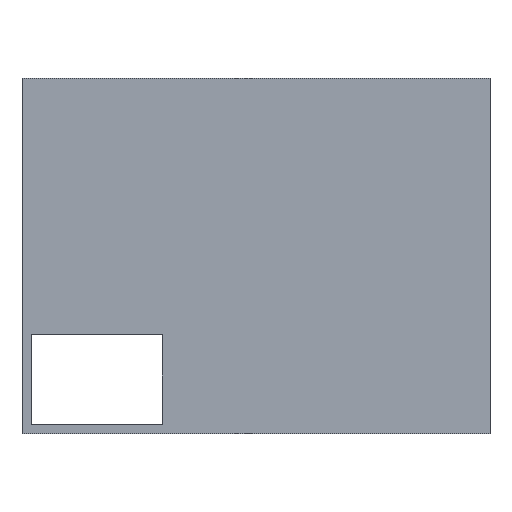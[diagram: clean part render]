
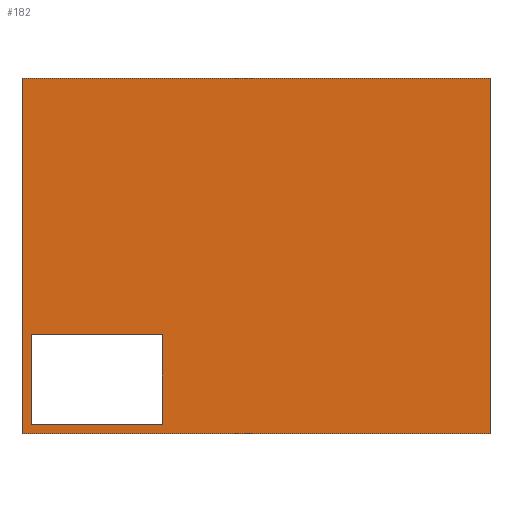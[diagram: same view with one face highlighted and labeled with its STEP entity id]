
A CAD part, top view. The second image highlights one B-rep face of the part: STEP entity #182.
In plain terms, the highlighted planar face has unit normal (0, 0, 1).
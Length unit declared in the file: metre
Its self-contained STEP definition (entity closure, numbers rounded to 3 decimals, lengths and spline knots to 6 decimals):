
#12=ORIENTED_EDGE('',*,*,#60,.F.);
#13=ORIENTED_EDGE('',*,*,#61,.T.);
#14=ORIENTED_EDGE('',*,*,#62,.T.);
#15=ORIENTED_EDGE('',*,*,#63,.F.);
#16=ORIENTED_EDGE('',*,*,#64,.F.);
#17=ORIENTED_EDGE('',*,*,#65,.T.);
#18=ORIENTED_EDGE('',*,*,#66,.T.);
#19=ORIENTED_EDGE('',*,*,#67,.F.);
#60=EDGE_CURVE('',#84,#85,#100,.T.);
#61=EDGE_CURVE('',#84,#86,#101,.T.);
#62=EDGE_CURVE('',#86,#87,#102,.T.);
#63=EDGE_CURVE('',#85,#87,#103,.T.);
#64=EDGE_CURVE('',#88,#89,#104,.T.);
#65=EDGE_CURVE('',#88,#90,#105,.T.);
#66=EDGE_CURVE('',#90,#91,#106,.T.);
#67=EDGE_CURVE('',#89,#91,#107,.T.);
#84=VERTEX_POINT('',#264);
#85=VERTEX_POINT('',#265);
#86=VERTEX_POINT('',#267);
#87=VERTEX_POINT('',#269);
#88=VERTEX_POINT('',#272);
#89=VERTEX_POINT('',#273);
#90=VERTEX_POINT('',#275);
#91=VERTEX_POINT('',#277);
#100=LINE('',#263,#124);
#101=LINE('',#266,#125);
#102=LINE('',#268,#126);
#103=LINE('',#270,#127);
#104=LINE('',#271,#128);
#105=LINE('',#274,#129);
#106=LINE('',#276,#130);
#107=LINE('',#278,#131);
#124=VECTOR('',#219,1.);
#125=VECTOR('',#220,1.);
#126=VECTOR('',#221,1.);
#127=VECTOR('',#222,1.);
#128=VECTOR('',#223,1.);
#129=VECTOR('',#224,1.);
#130=VECTOR('',#225,1.);
#131=VECTOR('',#226,1.);
#148=EDGE_LOOP('',(#12,#13,#14,#15));
#149=EDGE_LOOP('',(#16,#17,#18,#19));
#160=FACE_BOUND('',#148,.T.);
#161=FACE_BOUND('',#149,.T.);
#172=PLANE('',#205);
#182=ADVANCED_FACE('',(#160,#161),#172,.T.);
#205=AXIS2_PLACEMENT_3D('',#262,#217,#218);
#217=DIRECTION('',(0.,0.,1.));
#218=DIRECTION('',(1.,0.,0.));
#219=DIRECTION('',(-1.,0.,0.));
#220=DIRECTION('',(0.,1.,0.));
#221=DIRECTION('',(-1.,0.,0.));
#222=DIRECTION('',(0.,1.,0.));
#223=DIRECTION('',(1.,0.,0.));
#224=DIRECTION('',(0.,1.,0.));
#225=DIRECTION('',(1.,0.,0.));
#226=DIRECTION('',(0.,1.,0.));
#262=CARTESIAN_POINT('',(-0.005009,0.009687,0.0127));
#263=CARTESIAN_POINT('',(-0.005009,-0.110963,0.0127));
#264=CARTESIAN_POINT('',(0.153741,-0.110963,0.0127));
#265=CARTESIAN_POINT('',(-0.163759,-0.110963,0.0127));
#266=CARTESIAN_POINT('',(0.153741,0.009687,0.0127));
#267=CARTESIAN_POINT('',(0.153741,0.130337,0.0127));
#268=CARTESIAN_POINT('',(-0.005009,0.130337,0.0127));
#269=CARTESIAN_POINT('',(-0.163759,0.130337,0.0127));
#270=CARTESIAN_POINT('',(-0.163759,0.009687,0.0127));
#271=CARTESIAN_POINT('',(-0.112959,-0.104613,0.0127));
#272=CARTESIAN_POINT('',(-0.157409,-0.104613,0.0127));
#273=CARTESIAN_POINT('',(-0.068509,-0.104613,0.0127));
#274=CARTESIAN_POINT('',(-0.157409,-0.074133,0.0127));
#275=CARTESIAN_POINT('',(-0.157409,-0.043653,0.0127));
#276=CARTESIAN_POINT('',(-0.112959,-0.043653,0.0127));
#277=CARTESIAN_POINT('',(-0.068509,-0.043653,0.0127));
#278=CARTESIAN_POINT('',(-0.068509,-0.074133,0.0127));
